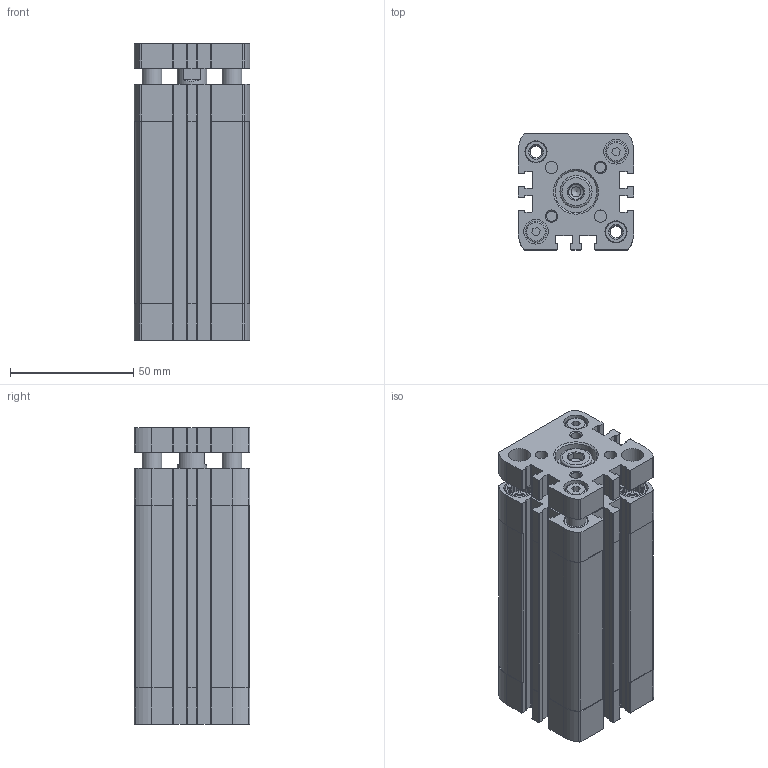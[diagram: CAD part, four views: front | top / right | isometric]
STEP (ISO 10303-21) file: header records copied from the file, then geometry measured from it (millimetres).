
FILE_DESCRIPTION(/* description */ ('STEP AP214'),/* implementation_level */ '2;1');
FILE_NAME(/* name */ '574029_ADNGF-32-60-PPS-A',/* time_stamp */ '2024-08-01T14:43:03+02:00',/* author */ ('License CC BY-ND 4.0'),/* organization */ ('CADENAS'),/* preprocessor_version */ 'ST-DEVELOPER v19.3',/* originating_system */ 'PARTsolutions',/* authorisation */ ' ');
FILE_SCHEMA (('AUTOMOTIVE_DESIGN {1 0 10303 214 3 1 1}'));
Length unit declared in the file: millimetre
Products named in the file (3): 574029 ADNGF-32-60-PPS-A---(0); 537127 ADNGF-32-60-P-A---(Z); 537127 ADNGF-32-60-PPS-A---(KS)
Assembly tree (2 placements, depth 2):
  574029 ADNGF-32-60-PPS-A---(0)
    537127 ADNGF-32-60-P-A---(Z)
    537127 ADNGF-32-60-PPS-A---(KS)
Bounding box: 47 x 47 x 120.5 mm (x, y, z)
Volume: 166108.3 mm3; surface area: 70062.2 mm2
Topology: 2 solids, 2 shells, 586 faces, 1590 edges, 1049 vertices
Faces by surface type: plane 353, cylinder 202, cone 28, torus 3
Full cylindrical faces by diameter (mm): 4 x1, 4.134 x2, 4.917 x6, 5 x2, 8 x6, 8.5 x6, 8.566 x2, 9 x5, 10 x4, 10.2 x2, 11.9 x4, 12 x2, 12.8 x4, 13 x1, 17 x1, 32 x2
Entity records: 18271 total; most frequent: CARTESIAN_POINT 3442, DIRECTION 3108, ORIENTED_EDGE 2996, EDGE_CURVE 1498, AXIS2_PLACEMENT_3D 1123, VERTEX_POINT 1039, LINE 862, VECTOR 862
